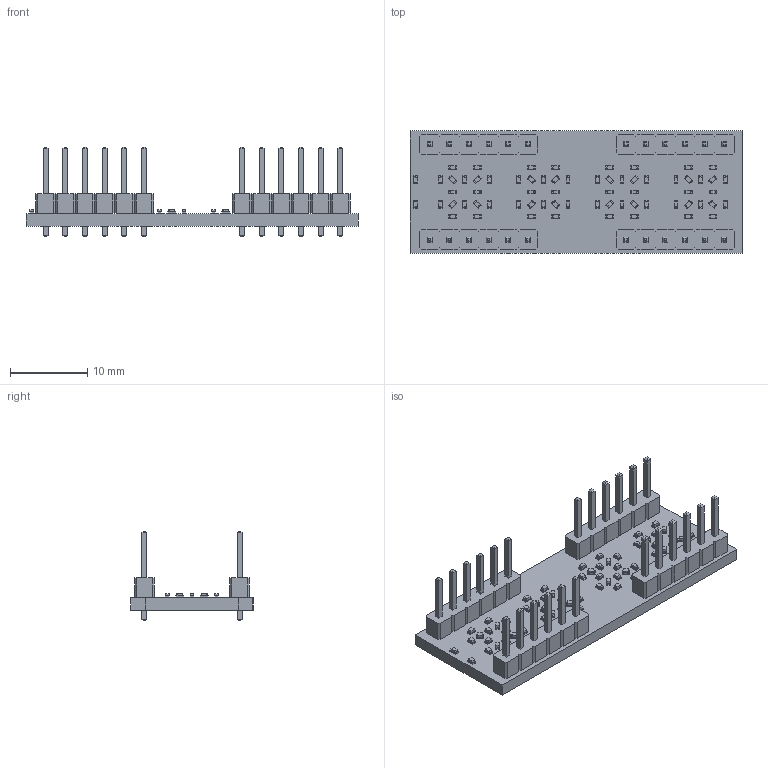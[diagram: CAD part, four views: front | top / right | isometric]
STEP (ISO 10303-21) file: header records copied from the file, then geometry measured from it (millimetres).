
FILE_DESCRIPTION(('KiCad electronic assembly'),'2;1');
FILE_NAME('ufc_v4_opt.step','2021-05-15T10:15:05',('An Author'),( 'A Company'),'Open CASCADE STEP processor 6.9', 'KiCad to STEP converter','Unknown');
FILE_SCHEMA(('AUTOMOTIVE_DESIGN { 1 0 10303 214 1 1 1 1 }'));
Length unit declared in the file: millimetre
Products named in the file (6): Open CASCADE STEP translator 6.9 1; PinHeader_1x06_P2.54mm_Vertical; SOLID; LED_0402_1005Metric; COMPOUND
Assembly tree (73 placements, depth 3):
  Open CASCADE STEP translator 6.9 1
    PinHeader_1x06_P2.54mm_Vertical  x4
      SOLID
    LED_0402_1005Metric  x66
      SOLID
    COMPOUND
Bounding box: 42.93 x 15.88 x 11.54 mm (x, y, z)
Volume: 1545.5 mm3; surface area: 3003.6 mm2
Topology: 71 solids, 71 shells, 3926 faces, 10290 edges, 6620 vertices
Faces by surface type: plane 3374, cylinder 552
Full cylindrical faces by diameter (mm): 1 x24
Entity records: 16677 total; most frequent: CARTESIAN_POINT 2761, DIRECTION 2369, LINE 1621, VECTOR 1621, ORIENTED_EDGE 1166, PCURVE 1166, DEFINITIONAL_REPRESENTATION 1166, EDGE_CURVE 583
